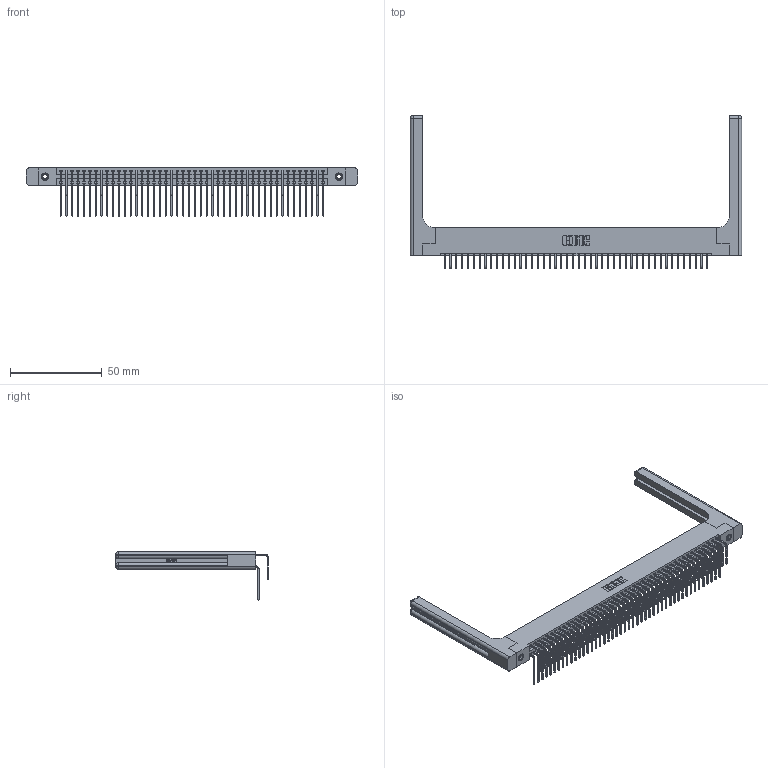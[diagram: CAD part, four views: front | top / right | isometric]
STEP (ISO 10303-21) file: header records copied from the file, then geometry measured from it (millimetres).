
FILE_DESCRIPTION (( 'STEP AP203' ), '1' );
FILE_NAME ('396-092-558-258.STEP', '2019-11-03T14:34:41', ( '' ), ( '' ), 'SwSTEP 2.0', 'SolidWorks 2016', '' );
FILE_SCHEMA (( 'CONFIG_CONTROL_DESIGN' ));
Length unit declared in the file: inch
Products named in the file (6): 346 Part_Flush Mounting Lugs - 0.156 Dia-TH; 346-220-058_345-220-058; 396-092-558-258; 345-250-001_345-250-001-102; 345-292-001_558 559 Tail - 1; 345-292-001_558 Tail - 2
Assembly tree (97 placements, depth 2):
  396-092-558-258
    346 Part_Flush Mounting Lugs - 0.156 Dia-TH
    345-292-001_558 559 Tail - 1  x46
    345-292-001_558 Tail - 2  x46
    345-250-001_345-250-001-102  x2
    346-220-058_345-220-058  x2
Bounding box: 180.11 x 83.12 x 26.16 mm (x, y, z)
Volume: 25619.1 mm3; surface area: 32495.6 mm2
Topology: 97 solids, 97 shells, 5346 faces, 15807 edges, 10394 vertices
Faces by surface type: plane 3628, cylinder 1658, bspline 36, cone 12, sphere 8, torus 4
Entity records: 36448 total; most frequent: CARTESIAN_POINT 7060, ORIENTED_EDGE 5740, DIRECTION 5178, EDGE_CURVE 2870, LINE 2422, VECTOR 2422, VERTEX_POINT 1902, AXIS2_PLACEMENT_3D 1378
